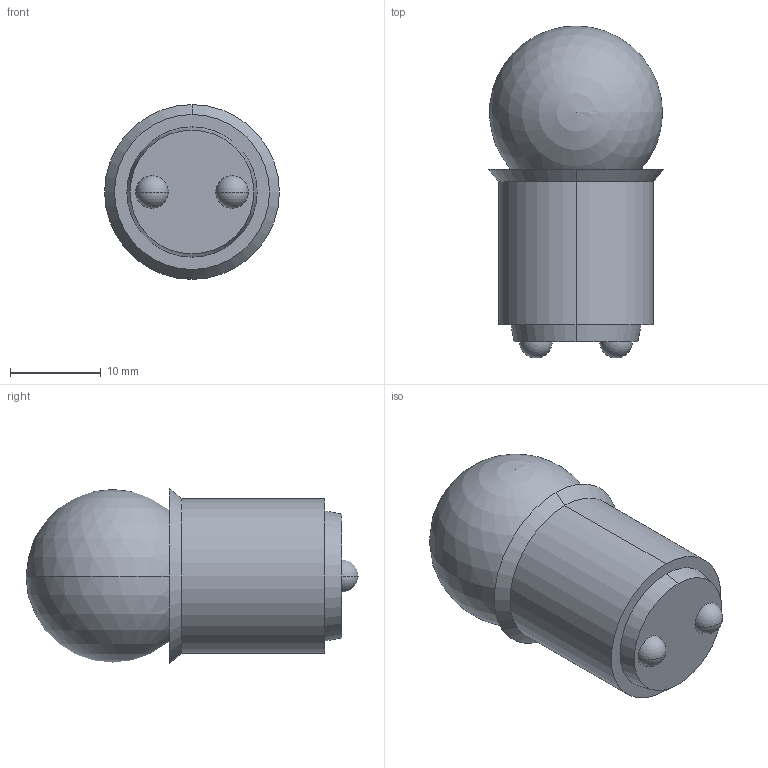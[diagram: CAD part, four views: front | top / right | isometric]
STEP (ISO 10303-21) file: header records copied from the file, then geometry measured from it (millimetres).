
FILE_DESCRIPTION (( 'STEP AP203' ), '1' );
FILE_NAME ('CM68.STEP', '2019-06-06T22:07:13', ( '' ), ( '' ), 'SwSTEP 2.0', 'SolidWorks 2018', '' );
FILE_SCHEMA (( 'CONFIG_CONTROL_DESIGN' ));
Length unit declared in the file: inch
Products named in the file (1): CM68
Bounding box: 19.24 x 36.56 x 19.24 mm (x, y, z)
Volume: 7603.5 mm3; surface area: 2343.1 mm2
Topology: 1 solids, 2 shells, 17 faces, 48 edges, 31 vertices
Faces by surface type: sphere 8, cone 4, plane 3, cylinder 2
Entity records: 509 total; most frequent: DIRECTION 90, CARTESIAN_POINT 69, ORIENTED_EDGE 60, AXIS2_PLACEMENT_3D 42, EDGE_CURVE 30, CIRCLE 24, EDGE_LOOP 21, VERTEX_POINT 21
